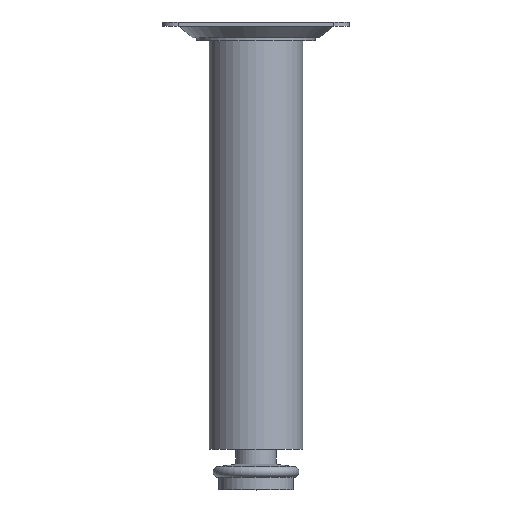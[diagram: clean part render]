
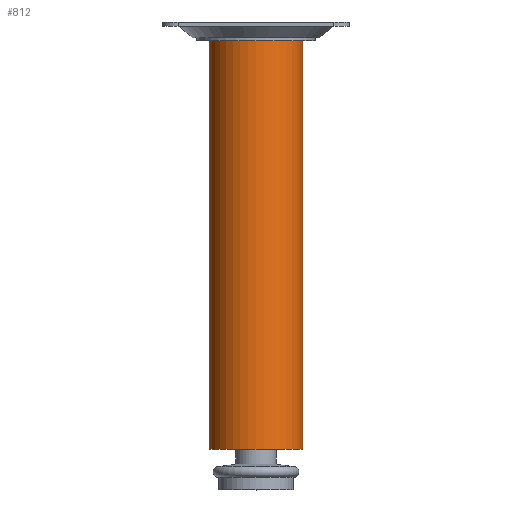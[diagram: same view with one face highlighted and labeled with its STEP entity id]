
A CAD part, top view. The second image highlights one B-rep face of the part: STEP entity #812.
In plain terms, the highlighted cylindrical face has radius 15 mm (diameter 30 mm), a partial arc.
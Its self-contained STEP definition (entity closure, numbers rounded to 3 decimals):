
#48 = DIRECTION ( 'NONE',  ( 0., 1., 0. ) ) ;
#61 = CARTESIAN_POINT ( 'NONE',  ( 0., 144., 0. ) ) ;
#83 = CARTESIAN_POINT ( 'NONE',  ( -15., 150., 0. ) ) ;
#90 = CARTESIAN_POINT ( 'NONE',  ( -15., 144., 0. ) ) ;
#181 = LINE ( 'NONE', #83, #544 ) ;
#225 = DIRECTION ( 'NONE',  ( 0., 1., 0. ) ) ;
#246 = AXIS2_PLACEMENT_3D ( 'NONE', #61, #225, #571 ) ;
#271 = DIRECTION ( 'NONE',  ( 0., 1., 0. ) ) ;
#303 = AXIS2_PLACEMENT_3D ( 'NONE', #492, #1080, #921 ) ;
#330 = CARTESIAN_POINT ( 'NONE',  ( 0., 13., 0. ) ) ;
#378 = CIRCLE ( 'NONE', #1056, 15. ) ;
#387 = CIRCLE ( 'NONE', #246, 15. ) ;
#411 = VERTEX_POINT ( 'NONE', #90 ) ;
#472 = ORIENTED_EDGE ( 'NONE', *, *, #788, .T. ) ;
#476 = LINE ( 'NONE', #1054, #592 ) ;
#492 = CARTESIAN_POINT ( 'NONE',  ( 0., 150., 0. ) ) ;
#509 = EDGE_CURVE ( 'NONE', #713, #1049, #476, .T. ) ;
#514 = DIRECTION ( 'NONE',  ( -1., 0., 0. ) ) ;
#544 = VECTOR ( 'NONE', #271, 1000. ) ;
#556 = ORIENTED_EDGE ( 'NONE', *, *, #632, .F. ) ;
#559 = VERTEX_POINT ( 'NONE', #727 ) ;
#570 = CARTESIAN_POINT ( 'NONE',  ( 15., 144., 0. ) ) ;
#571 = DIRECTION ( 'NONE',  ( -1., 0., 0. ) ) ;
#592 = VECTOR ( 'NONE', #48, 1000. ) ;
#632 = EDGE_CURVE ( 'NONE', #411, #1049, #387, .T. ) ;
#678 = DIRECTION ( 'NONE',  ( 0., 1., 0. ) ) ;
#713 = VERTEX_POINT ( 'NONE', #863 ) ;
#727 = CARTESIAN_POINT ( 'NONE',  ( -15., 13., 0. ) ) ;
#730 = CYLINDRICAL_SURFACE ( 'NONE', #303, 15. ) ;
#771 = ORIENTED_EDGE ( 'NONE', *, *, #963, .F. ) ;
#788 = EDGE_CURVE ( 'NONE', #559, #713, #378, .T. ) ;
#812 = ADVANCED_FACE ( 'NONE', ( #907 ), #730, .T. ) ;
#863 = CARTESIAN_POINT ( 'NONE',  ( 15., 13., 0. ) ) ;
#907 = FACE_OUTER_BOUND ( 'NONE', #1018, .T. ) ;
#921 = DIRECTION ( 'NONE',  ( -1., 0., 0. ) ) ;
#963 = EDGE_CURVE ( 'NONE', #559, #411, #181, .T. ) ;
#997 = ORIENTED_EDGE ( 'NONE', *, *, #509, .T. ) ;
#1018 = EDGE_LOOP ( 'NONE', ( #472, #997, #556, #771 ) ) ;
#1049 = VERTEX_POINT ( 'NONE', #570 ) ;
#1054 = CARTESIAN_POINT ( 'NONE',  ( 15., 150., 0. ) ) ;
#1056 = AXIS2_PLACEMENT_3D ( 'NONE', #330, #678, #514 ) ;
#1080 = DIRECTION ( 'NONE',  ( 0., 1., 0. ) ) ;
